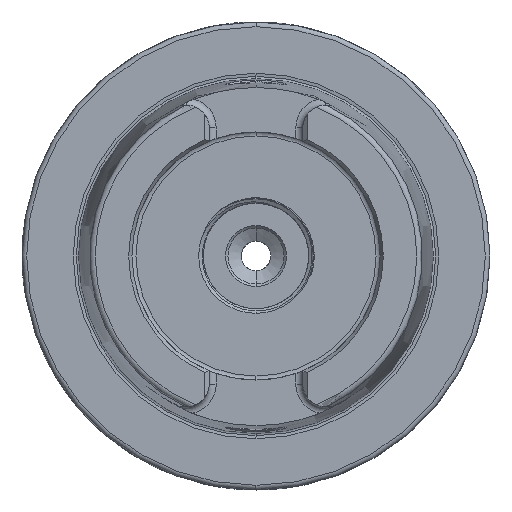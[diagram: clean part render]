
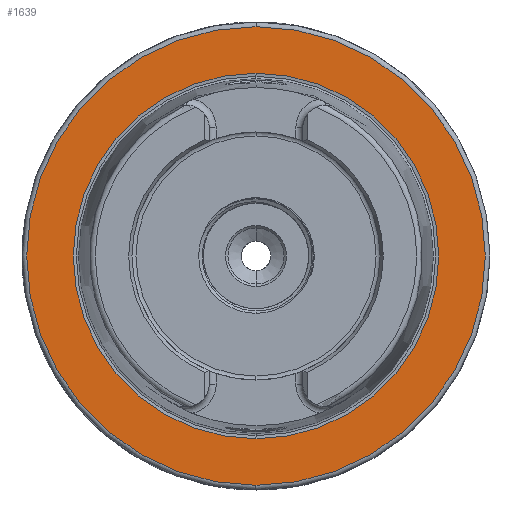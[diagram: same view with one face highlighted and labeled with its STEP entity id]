
A CAD part, left-side view. The second image highlights one B-rep face of the part: STEP entity #1639.
In plain terms, the highlighted planar face has unit normal (-1, 0, 0).
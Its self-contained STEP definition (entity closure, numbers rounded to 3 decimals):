
#428 = EDGE_CURVE ( 'NONE', #4637, #4638, #3612, .T. ) ;
#522 = EDGE_CURVE ( 'NONE', #4645, #4646, #3583, .T. ) ;
#523 = EDGE_CURVE ( 'NONE', #4638, #4637, #3584, .T. ) ;
#1596 = EDGE_CURVE ( 'NONE', #4646, #4645, #14122, .T. ) ;
#1639 = ADVANCED_FACE ( 'NONE', ( #8071, #8075 ), #10513, .T. ) ;
#1898 = ORIENTED_EDGE ( 'NONE', *, *, #522, .T. ) ;
#1909 = ORIENTED_EDGE ( 'NONE', *, *, #428, .T. ) ;
#2098 = CARTESIAN_POINT ( 'NONE',  ( 0., 0., 0. ) ) ;
#2105 = DIRECTION ( 'NONE',  ( -1., 0., 0. ) ) ;
#2106 = DIRECTION ( 'NONE',  ( 0., 0., 1. ) ) ;
#3583 = CIRCLE ( 'NONE', #3867, 39.054 ) ;
#3584 = CIRCLE ( 'NONE', #3865, 49. ) ;
#3612 = CIRCLE ( 'NONE', #3948, 49. ) ;
#3865 = AXIS2_PLACEMENT_3D ( 'NONE', #16486, #16487, #16488 ) ;
#3867 = AXIS2_PLACEMENT_3D ( 'NONE', #5523, #5524, #16485 ) ;
#3948 = AXIS2_PLACEMENT_3D ( 'NONE', #2098, #2105, #2106 ) ;
#4637 = VERTEX_POINT ( 'NONE', #7900 ) ;
#4638 = VERTEX_POINT ( 'NONE', #7901 ) ;
#4645 = VERTEX_POINT ( 'NONE', #7908 ) ;
#4646 = VERTEX_POINT ( 'NONE', #7909 ) ;
#5523 = CARTESIAN_POINT ( 'NONE',  ( 0., 0., 0. ) ) ;
#5524 = DIRECTION ( 'NONE',  ( 1., 0., 0. ) ) ;
#6958 = EDGE_LOOP ( 'NONE', ( #18569, #1909 ) ) ;
#6959 = EDGE_LOOP ( 'NONE', ( #18573, #1898 ) ) ;
#7900 = CARTESIAN_POINT ( 'NONE',  ( 0., 0., -49. ) ) ;
#7901 = CARTESIAN_POINT ( 'NONE',  ( 0., 0., 49. ) ) ;
#7908 = CARTESIAN_POINT ( 'NONE',  ( 0., 0., -39.054 ) ) ;
#7909 = CARTESIAN_POINT ( 'NONE',  ( 0., 0., 39.054 ) ) ;
#8071 = FACE_OUTER_BOUND ( 'NONE', #6958, .T. ) ;
#8075 = FACE_BOUND ( 'NONE', #6959, .T. ) ;
#8077 = AXIS2_PLACEMENT_3D ( 'NONE', #10514, #10517, #10518 ) ;
#10513 = PLANE ( 'NONE',  #8077 ) ;
#10514 = CARTESIAN_POINT ( 'NONE',  ( 0., 39.054, 0. ) ) ;
#10517 = DIRECTION ( 'NONE',  ( -1., 0., 0. ) ) ;
#10518 = DIRECTION ( 'NONE',  ( 0., 0., 1. ) ) ;
#13534 = CARTESIAN_POINT ( 'NONE',  ( 0., 0., 0. ) ) ;
#13535 = DIRECTION ( 'NONE',  ( 1., 0., 0. ) ) ;
#13536 = DIRECTION ( 'NONE',  ( 0., 0., -1. ) ) ;
#14122 = CIRCLE ( 'NONE', #17096, 39.054 ) ;
#16485 = DIRECTION ( 'NONE',  ( 0., 0., -1. ) ) ;
#16486 = CARTESIAN_POINT ( 'NONE',  ( 0., 0., 0. ) ) ;
#16487 = DIRECTION ( 'NONE',  ( -1., 0., 0. ) ) ;
#16488 = DIRECTION ( 'NONE',  ( 0., 0., 1. ) ) ;
#17096 = AXIS2_PLACEMENT_3D ( 'NONE', #13534, #13535, #13536 ) ;
#18569 = ORIENTED_EDGE ( 'NONE', *, *, #523, .T. ) ;
#18573 = ORIENTED_EDGE ( 'NONE', *, *, #1596, .T. ) ;
